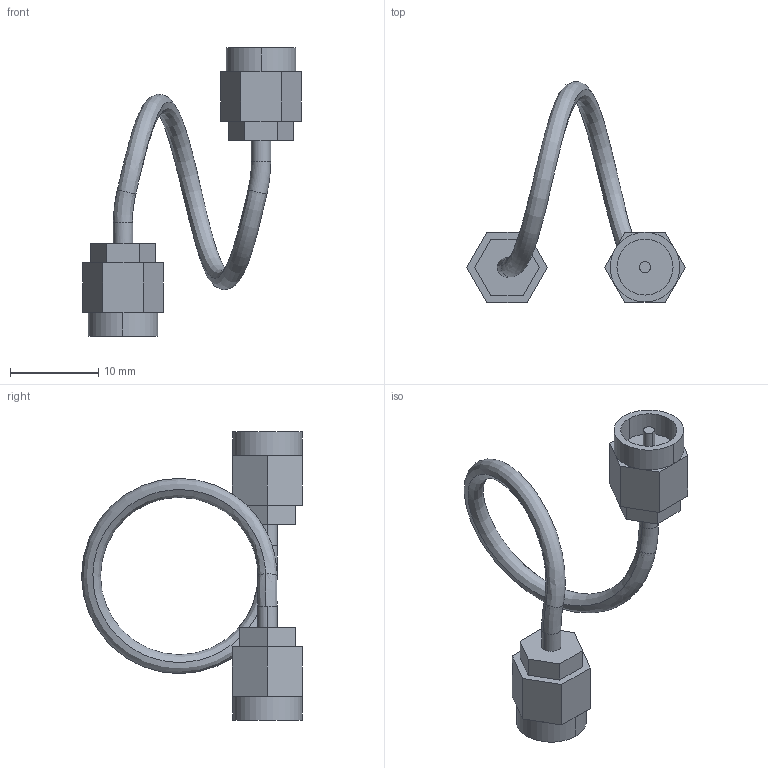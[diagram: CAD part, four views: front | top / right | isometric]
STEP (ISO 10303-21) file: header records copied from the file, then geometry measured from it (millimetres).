
FILE_DESCRIPTION (( 'STEP AP214' ), '1' );
FILE_NAME ('a1_300-50K_SS_Coax_LeftLoop_assembly.STEP', '2025-12-05T10:41:34', ( '' ), ( '' ), 'SwSTEP 2.0', 'SolidWorks 2018', '' );
FILE_SCHEMA (( 'AUTOMOTIVE_DESIGN' ));
Length unit declared in the file: millimetre
Products named in the file (3): a1_300-50K_SS_Coax_LeftLoop; a1_300-50K_SS_Coax_LeftLoop_assembly; SMAMaleConnector_CoaxCo_AX-219P-AT
Assembly tree (3 placements, depth 2):
  a1_300-50K_SS_Coax_LeftLoop_assembly
    a1_300-50K_SS_Coax_LeftLoop
    SMAMaleConnector_CoaxCo_AX-219P-AT  x2
Bounding box: 24.81 x 25.04 x 32.71 mm (x, y, z)
Volume: 1152.2 mm3; surface area: 1426.1 mm2
Topology: 3 solids, 3 shells, 60 faces, 132 edges, 86 vertices
Faces by surface type: plane 38, cylinder 16, bspline 4, torus 2
Entity records: 2156 total; most frequent: CARTESIAN_POINT 1250, DIRECTION 178, ORIENTED_EDGE 156, EDGE_CURVE 78, AXIS2_PLACEMENT_3D 66, VERTEX_POINT 50, LINE 46, VECTOR 46
